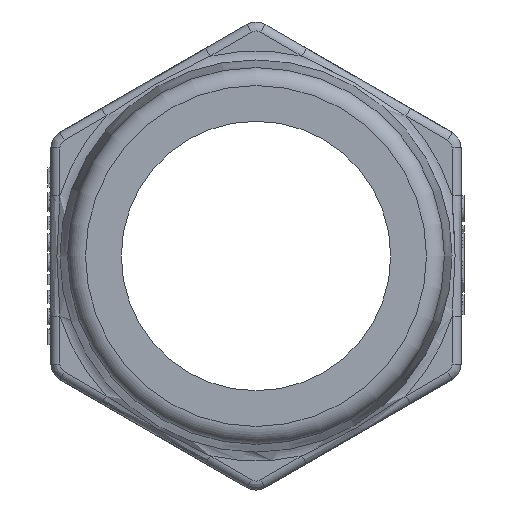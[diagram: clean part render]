
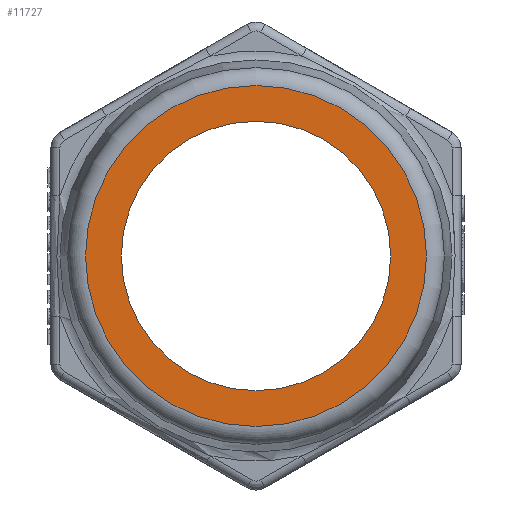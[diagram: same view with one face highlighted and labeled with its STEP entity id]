
A CAD part, left-side view. The second image highlights one B-rep face of the part: STEP entity #11727.
In plain terms, the highlighted planar face has unit normal (-1, 0, 0).
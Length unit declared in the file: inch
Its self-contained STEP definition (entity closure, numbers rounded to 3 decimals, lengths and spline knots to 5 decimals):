
#11685=CARTESIAN_POINT('',(0.0,0.56955,0.0));
#11686=VERTEX_POINT('',#11685);
#11687=CARTESIAN_POINT('',(0.0,0.0,0.0));
#11688=DIRECTION('',(1.0,0.0,0.0));
#11689=DIRECTION('',(0.0,-1.0,0.0));
#11690=AXIS2_PLACEMENT_3D('',#11687,#11688,#11689);
#11691=CIRCLE('',#11690,0.56955);
#11692=EDGE_CURVE('',#11686,#11686,#11691,.T.);
#11708=CARTESIAN_POINT('',(0.0,0.5375,0.0));
#11709=DIRECTION('',(-1.0,0.0,0.0));
#11710=DIRECTION('',(0.0,0.0,1.0));
#11711=AXIS2_PLACEMENT_3D('',#11708,#11709,#11710);
#11712=PLANE('',#11711);
#11713=ORIENTED_EDGE('',*,*,#11692,.F.);
#11714=EDGE_LOOP('',(#11713));
#11715=FACE_OUTER_BOUND('',#11714,.T.);
#11716=CARTESIAN_POINT('',(0.0,0.45,0.0));
#11717=VERTEX_POINT('',#11716);
#11718=CARTESIAN_POINT('',(0.0,0.0,0.0));
#11719=DIRECTION('',(1.0,0.0,0.0));
#11720=DIRECTION('',(0.0,1.0,0.0));
#11721=AXIS2_PLACEMENT_3D('',#11718,#11719,#11720);
#11722=CIRCLE('',#11721,0.45);
#11723=EDGE_CURVE('',#11717,#11717,#11722,.T.);
#11724=ORIENTED_EDGE('',*,*,#11723,.T.);
#11725=EDGE_LOOP('',(#11724));
#11726=FACE_BOUND('',#11725,.T.);
#11727=ADVANCED_FACE('',(#11715,#11726),#11712,.T.);
